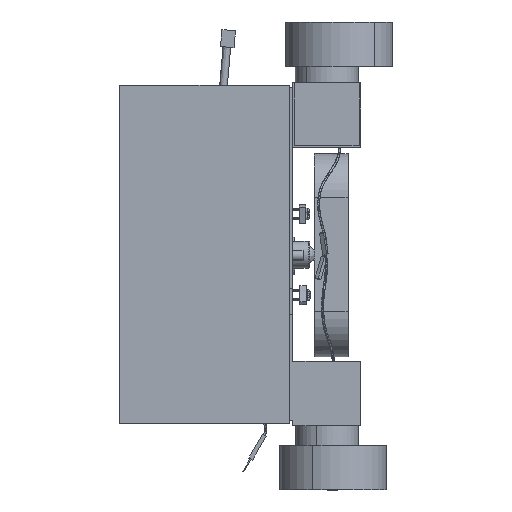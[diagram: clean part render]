
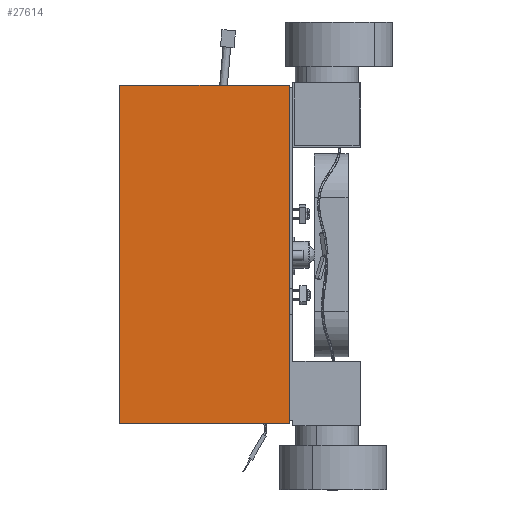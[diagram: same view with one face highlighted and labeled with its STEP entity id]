
A CAD part, left-side view. The second image highlights one B-rep face of the part: STEP entity #27614.
In plain terms, the highlighted planar face has unit normal (-1, 0, 0).
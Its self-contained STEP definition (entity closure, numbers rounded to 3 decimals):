
#1376 = VECTOR ( 'NONE', #13904, 1000. ) ;
#1835 = CARTESIAN_POINT ( 'NONE',  ( -180.461, 100., -99.5 ) ) ;
#1895 = CARTESIAN_POINT ( 'NONE',  ( -180.461, 0., 99.5 ) ) ;
#3713 = ORIENTED_EDGE ( 'NONE', *, *, #36872, .F. ) ;
#4740 = CARTESIAN_POINT ( 'NONE',  ( -180.461, 0., 0. ) ) ;
#6683 = CARTESIAN_POINT ( 'NONE',  ( -180.461, 100., 99.5 ) ) ;
#9087 = LINE ( 'NONE', #24831, #37285 ) ;
#9203 = AXIS2_PLACEMENT_3D ( 'NONE', #15475, #24353, #18105 ) ;
#9826 = VECTOR ( 'NONE', #21276, 1000. ) ;
#10680 = CARTESIAN_POINT ( 'NONE',  ( -180.461, 100., 99.5 ) ) ;
#11652 = EDGE_CURVE ( 'NONE', #33752, #27859, #35700, .T. ) ;
#12908 = ORIENTED_EDGE ( 'NONE', *, *, #29278, .T. ) ;
#12978 = CARTESIAN_POINT ( 'NONE',  ( -180.461, 0., -99.5 ) ) ;
#13904 = DIRECTION ( 'NONE',  ( 0., -1., 0. ) ) ;
#15475 = CARTESIAN_POINT ( 'NONE',  ( -180.461, 100., 0. ) ) ;
#16723 = VERTEX_POINT ( 'NONE', #33628 ) ;
#18105 = DIRECTION ( 'NONE',  ( 0., 0., -1. ) ) ;
#20835 = ORIENTED_EDGE ( 'NONE', *, *, #30732, .T. ) ;
#21276 = DIRECTION ( 'NONE',  ( 0., 0., 1. ) ) ;
#21317 = FACE_OUTER_BOUND ( 'NONE', #32238, .T. ) ;
#23242 = LINE ( 'NONE', #1835, #28576 ) ;
#24353 = DIRECTION ( 'NONE',  ( 1., 0., 0. ) ) ;
#24831 = CARTESIAN_POINT ( 'NONE',  ( -180.461, 100., 0. ) ) ;
#27614 = ADVANCED_FACE ( 'NONE', ( #21317 ), #30015, .F. ) ;
#27859 = VERTEX_POINT ( 'NONE', #1895 ) ;
#28576 = VECTOR ( 'NONE', #36366, 1000. ) ;
#29278 = EDGE_CURVE ( 'NONE', #39796, #27859, #29567, .T. ) ;
#29567 = LINE ( 'NONE', #4740, #9826 ) ;
#30015 = PLANE ( 'NONE',  #9203 ) ;
#30046 = ORIENTED_EDGE ( 'NONE', *, *, #11652, .F. ) ;
#30685 = DIRECTION ( 'NONE',  ( 0., 0., 1. ) ) ;
#30732 = EDGE_CURVE ( 'NONE', #16723, #39796, #23242, .T. ) ;
#32238 = EDGE_LOOP ( 'NONE', ( #12908, #30046, #3713, #20835 ) ) ;
#33628 = CARTESIAN_POINT ( 'NONE',  ( -180.461, 100., -99.5 ) ) ;
#33752 = VERTEX_POINT ( 'NONE', #6683 ) ;
#35700 = LINE ( 'NONE', #10680, #1376 ) ;
#36366 = DIRECTION ( 'NONE',  ( 0., -1., 0. ) ) ;
#36872 = EDGE_CURVE ( 'NONE', #16723, #33752, #9087, .T. ) ;
#37285 = VECTOR ( 'NONE', #30685, 1000. ) ;
#39796 = VERTEX_POINT ( 'NONE', #12978 ) ;
